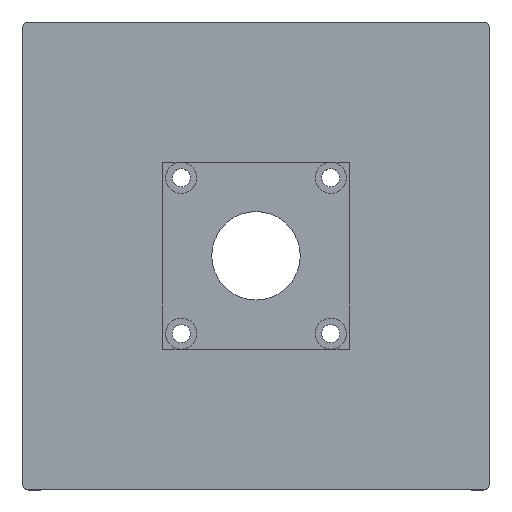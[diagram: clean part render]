
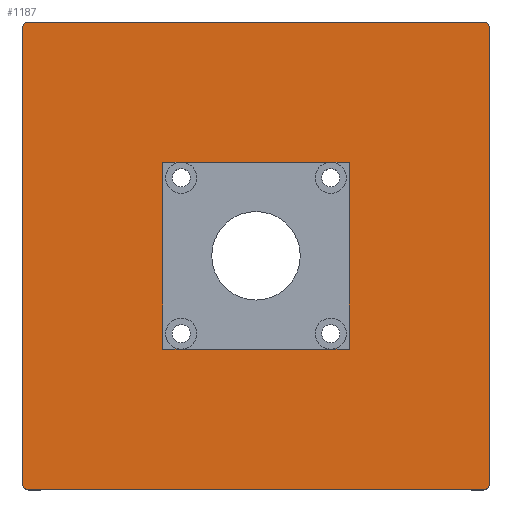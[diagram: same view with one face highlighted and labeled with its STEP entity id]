
A CAD part, top view. The second image highlights one B-rep face of the part: STEP entity #1187.
In plain terms, the highlighted planar face has unit normal (0, 0, 1).
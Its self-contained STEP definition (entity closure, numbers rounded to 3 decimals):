
#37=FACE_BOUND('',#177,.T.);
#62=PLANE('',#1309);
#107=FACE_OUTER_BOUND('',#176,.T.);
#176=EDGE_LOOP('',(#944,#945,#946,#947,#948,#949,#950,#951));
#177=EDGE_LOOP('',(#952,#953,#954,#955,#956,#957,#958,#959));
#225=CIRCLE('',#1258,1.);
#231=CIRCLE('',#1271,1.);
#238=CIRCLE('',#1281,1.);
#240=CIRCLE('',#1285,1.);
#300=LINE('',#1812,#413);
#315=LINE('',#1853,#428);
#326=LINE('',#1888,#439);
#344=LINE('',#1949,#457);
#350=LINE('',#1959,#463);
#354=LINE('',#1966,#467);
#357=LINE('',#1970,#470);
#358=LINE('',#1973,#471);
#361=LINE('',#1978,#474);
#363=LINE('',#1981,#476);
#365=LINE('',#1984,#478);
#367=LINE('',#1987,#480);
#413=VECTOR('',#1426,10.);
#428=VECTOR('',#1459,10.);
#439=VECTOR('',#1488,10.);
#457=VECTOR('',#1552,10.);
#463=VECTOR('',#1560,10.);
#467=VECTOR('',#1566,10.);
#470=VECTOR('',#1571,10.);
#471=VECTOR('',#1574,10.);
#474=VECTOR('',#1579,10.);
#476=VECTOR('',#1583,10.);
#478=VECTOR('',#1587,10.);
#480=VECTOR('',#1591,10.);
#512=VERTEX_POINT('',#1758);
#516=VERTEX_POINT('',#1767);
#520=VERTEX_POINT('',#1776);
#524=VERTEX_POINT('',#1785);
#526=VERTEX_POINT('',#1791);
#527=VERTEX_POINT('',#1792);
#535=VERTEX_POINT('',#1810);
#551=VERTEX_POINT('',#1850);
#552=VERTEX_POINT('',#1852);
#554=VERTEX_POINT('',#1858);
#567=VERTEX_POINT('',#1886);
#569=VERTEX_POINT('',#1894);
#587=VERTEX_POINT('',#1948);
#590=VERTEX_POINT('',#1957);
#592=VERTEX_POINT('',#1964);
#593=VERTEX_POINT('',#1972);
#632=EDGE_CURVE('',#526,#527,#225,.T.);
#642=EDGE_CURVE('',#535,#526,#300,.T.);
#661=EDGE_CURVE('',#551,#552,#315,.T.);
#664=EDGE_CURVE('',#554,#535,#231,.T.);
#679=EDGE_CURVE('',#567,#554,#326,.T.);
#682=EDGE_CURVE('',#569,#551,#238,.T.);
#688=EDGE_CURVE('',#552,#567,#240,.T.);
#711=EDGE_CURVE('',#524,#587,#344,.T.);
#717=EDGE_CURVE('',#590,#512,#350,.T.);
#721=EDGE_CURVE('',#592,#516,#354,.T.);
#724=EDGE_CURVE('',#516,#520,#357,.T.);
#725=EDGE_CURVE('',#593,#590,#358,.T.);
#728=EDGE_CURVE('',#512,#524,#361,.T.);
#730=EDGE_CURVE('',#587,#592,#363,.T.);
#732=EDGE_CURVE('',#520,#593,#365,.T.);
#734=EDGE_CURVE('',#527,#569,#367,.T.);
#944=ORIENTED_EDGE('',*,*,#632,.F.);
#945=ORIENTED_EDGE('',*,*,#642,.F.);
#946=ORIENTED_EDGE('',*,*,#664,.F.);
#947=ORIENTED_EDGE('',*,*,#679,.F.);
#948=ORIENTED_EDGE('',*,*,#688,.F.);
#949=ORIENTED_EDGE('',*,*,#661,.F.);
#950=ORIENTED_EDGE('',*,*,#682,.F.);
#951=ORIENTED_EDGE('',*,*,#734,.F.);
#952=ORIENTED_EDGE('',*,*,#730,.F.);
#953=ORIENTED_EDGE('',*,*,#711,.F.);
#954=ORIENTED_EDGE('',*,*,#728,.F.);
#955=ORIENTED_EDGE('',*,*,#717,.F.);
#956=ORIENTED_EDGE('',*,*,#725,.F.);
#957=ORIENTED_EDGE('',*,*,#732,.F.);
#958=ORIENTED_EDGE('',*,*,#724,.F.);
#959=ORIENTED_EDGE('',*,*,#721,.F.);
#1187=ADVANCED_FACE('',(#107,#37),#62,.T.);
#1258=AXIS2_PLACEMENT_3D('',#1793,#1412,#1413);
#1271=AXIS2_PLACEMENT_3D('',#1859,#1464,#1465);
#1281=AXIS2_PLACEMENT_3D('',#1895,#1495,#1496);
#1285=AXIS2_PLACEMENT_3D('',#1906,#1507,#1508);
#1309=AXIS2_PLACEMENT_3D('',#1986,#1589,#1590);
#1412=DIRECTION('center_axis',(0.,0.,-1.));
#1413=DIRECTION('ref_axis',(-0.707,-0.707,0.));
#1426=DIRECTION('',(-1.,0.,0.));
#1459=DIRECTION('',(1.,0.,0.));
#1464=DIRECTION('center_axis',(0.,0.,-1.));
#1465=DIRECTION('ref_axis',(0.707,-0.707,0.));
#1488=DIRECTION('',(0.,-1.,0.));
#1495=DIRECTION('center_axis',(0.,0.,-1.));
#1496=DIRECTION('ref_axis',(-0.707,0.707,0.));
#1507=DIRECTION('center_axis',(0.,0.,-1.));
#1508=DIRECTION('ref_axis',(0.707,0.707,0.));
#1552=DIRECTION('',(1.,0.,0.));
#1560=DIRECTION('',(1.,0.,0.));
#1566=DIRECTION('',(-1.,0.,0.));
#1571=DIRECTION('',(-1.,0.,0.));
#1574=DIRECTION('',(0.,-1.,0.));
#1579=DIRECTION('',(1.,0.,0.));
#1583=DIRECTION('',(0.,1.,0.));
#1587=DIRECTION('',(-1.,0.,0.));
#1589=DIRECTION('center_axis',(0.,0.,1.));
#1590=DIRECTION('ref_axis',(1.,0.,0.));
#1591=DIRECTION('',(0.,1.,0.));
#1758=CARTESIAN_POINT('',(-12.,-15.,6.));
#1767=CARTESIAN_POINT('',(12.,15.,6.));
#1776=CARTESIAN_POINT('',(-12.,15.,6.));
#1785=CARTESIAN_POINT('',(12.,-15.,6.));
#1791=CARTESIAN_POINT('',(-36.5,-37.5,6.));
#1792=CARTESIAN_POINT('',(-37.5,-36.5,6.));
#1793=CARTESIAN_POINT('Origin',(-36.5,-36.5,6.));
#1810=CARTESIAN_POINT('',(36.5,-37.5,6.));
#1812=CARTESIAN_POINT('',(-18.75,-37.5,6.));
#1850=CARTESIAN_POINT('',(-36.5,37.5,6.));
#1852=CARTESIAN_POINT('',(36.5,37.5,6.));
#1853=CARTESIAN_POINT('',(18.75,37.5,6.));
#1858=CARTESIAN_POINT('',(37.5,-36.5,6.));
#1859=CARTESIAN_POINT('Origin',(36.5,-36.5,6.));
#1886=CARTESIAN_POINT('',(37.5,36.5,6.));
#1888=CARTESIAN_POINT('',(37.5,-18.75,6.));
#1894=CARTESIAN_POINT('',(-37.5,36.5,6.));
#1895=CARTESIAN_POINT('Origin',(-36.5,36.5,6.));
#1906=CARTESIAN_POINT('Origin',(36.5,36.5,6.));
#1948=CARTESIAN_POINT('',(15.,-15.,6.));
#1949=CARTESIAN_POINT('',(7.5,-15.,6.));
#1957=CARTESIAN_POINT('',(-15.,-15.,6.));
#1959=CARTESIAN_POINT('',(7.5,-15.,6.));
#1964=CARTESIAN_POINT('',(15.,15.,6.));
#1966=CARTESIAN_POINT('',(-7.5,15.,6.));
#1970=CARTESIAN_POINT('',(-7.5,15.,6.));
#1972=CARTESIAN_POINT('',(-15.,15.,6.));
#1973=CARTESIAN_POINT('',(-15.,-7.5,6.));
#1978=CARTESIAN_POINT('',(7.5,-15.,6.));
#1981=CARTESIAN_POINT('',(15.,7.5,6.));
#1984=CARTESIAN_POINT('',(-7.5,15.,6.));
#1986=CARTESIAN_POINT('Origin',(0.,0.,6.));
#1987=CARTESIAN_POINT('',(-37.5,18.75,6.));
